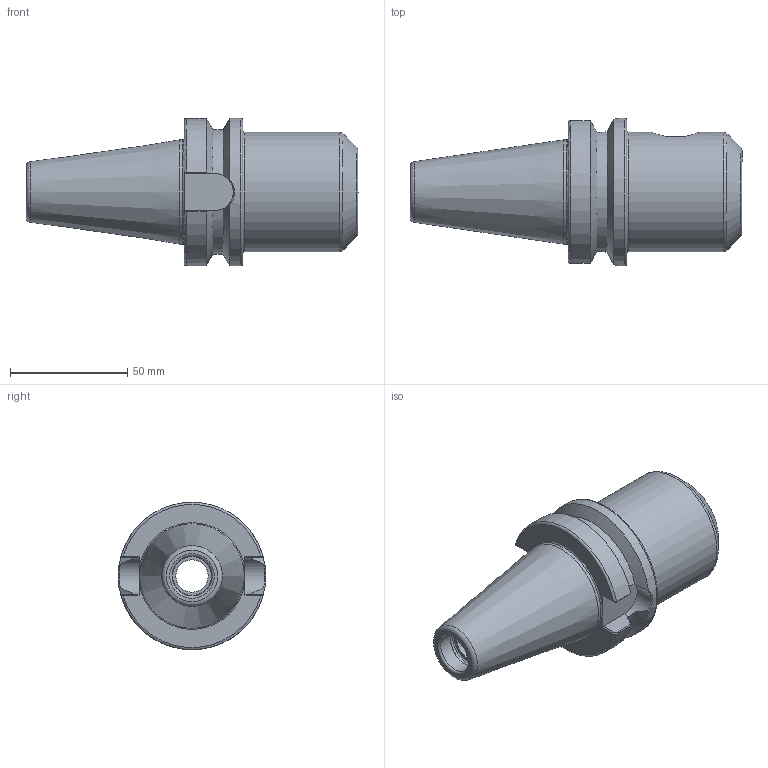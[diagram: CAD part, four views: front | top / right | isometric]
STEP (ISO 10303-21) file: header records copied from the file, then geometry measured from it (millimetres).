
FILE_DESCRIPTION(/* description */ (''),/* implementation_level */ '2;1');
FILE_NAME(/* name */ 'BT40-EM100-0300.stp',/* time_stamp */ '2019-07-22T15:18:43-05:00',/* author */ ('ldfli'),/* organization */ (''),/* preprocessor_version */ 'ST-DEVELOPER v18',/* originating_system */ 'Autodesk Inventor LT',/* authorisation */ '');
FILE_SCHEMA (('AUTOMOTIVE_DESIGN { 1 0 10303 214 3 1 1 }'));
Length unit declared in the file: millimetre
Products named in the file (1): BT40-EM100-0300
Bounding box: 141.6 x 63 x 63 mm (x, y, z)
Volume: 175728.1 mm3; surface area: 34729.2 mm2
Topology: 1 solids, 1 shells, 68 faces, 195 edges, 135 vertices
Faces by surface type: plane 24, cylinder 16, torus 11, bspline 10, cone 7
Full cylindrical faces by diameter (mm): 13.835 x1, 17 x1, 17.323 x1, 17.5 x1, 25.4 x1, 26.4 x1, 50.8 x1, 63 x1
Entity records: 2858 total; most frequent: CARTESIAN_POINT 1054, ORIENTED_EDGE 390, DIRECTION 353, EDGE_CURVE 195, AXIS2_PLACEMENT_3D 146, VERTEX_POINT 135, CIRCLE 87, EDGE_LOOP 78
